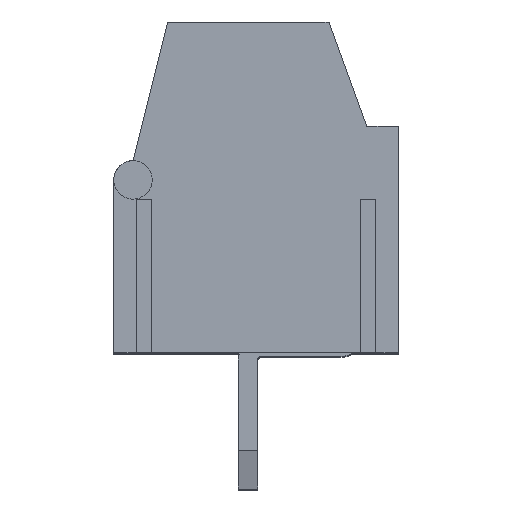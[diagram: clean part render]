
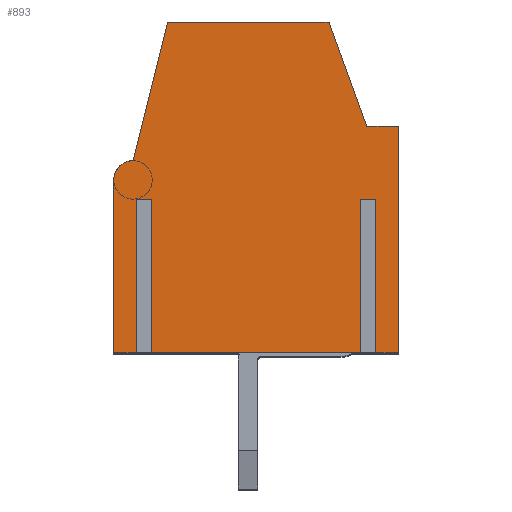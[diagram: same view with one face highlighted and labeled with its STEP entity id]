
A CAD part, top view. The second image highlights one B-rep face of the part: STEP entity #893.
In plain terms, the highlighted planar face has unit normal (0, 0, 1).
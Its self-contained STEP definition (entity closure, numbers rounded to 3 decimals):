
#48=PLANE('',#10720);
#893=ADVANCED_FACE('',(#1478),#48,.T.);
#1478=FACE_OUTER_BOUND('',#2065,.T.);
#2065=EDGE_LOOP('',(#2772,#2773,#2774,#2775,#2776,#2777,#2778,#2779,#2780,
#2781,#2782,#2783,#2784,#2785,#2786,#2787));
#2772=ORIENTED_EDGE('',*,*,#5958,.T.);
#2773=ORIENTED_EDGE('',*,*,#5965,.T.);
#2774=ORIENTED_EDGE('',*,*,#5875,.T.);
#2775=ORIENTED_EDGE('',*,*,#5873,.T.);
#2776=ORIENTED_EDGE('',*,*,#5883,.T.);
#2777=ORIENTED_EDGE('',*,*,#5964,.T.);
#2778=ORIENTED_EDGE('',*,*,#5923,.T.);
#2779=ORIENTED_EDGE('',*,*,#5926,.T.);
#2780=ORIENTED_EDGE('',*,*,#5929,.T.);
#2781=ORIENTED_EDGE('',*,*,#5946,.T.);
#2782=ORIENTED_EDGE('',*,*,#5949,.T.);
#2783=ORIENTED_EDGE('',*,*,#5962,.F.);
#2784=ORIENTED_EDGE('',*,*,#5963,.F.);
#2785=ORIENTED_EDGE('',*,*,#5966,.T.);
#2786=ORIENTED_EDGE('',*,*,#5951,.T.);
#2787=ORIENTED_EDGE('',*,*,#5961,.T.);
#5873=EDGE_CURVE('',#9421,#9422,#7644,.T.);
#5875=EDGE_CURVE('',#9425,#9421,#7646,.T.);
#5883=EDGE_CURVE('',#9422,#9428,#7654,.T.);
#5923=EDGE_CURVE('',#9459,#9460,#7694,.T.);
#5926=EDGE_CURVE('',#9460,#9462,#7697,.T.);
#5929=EDGE_CURVE('',#9462,#9464,#7700,.T.);
#5946=EDGE_CURVE('',#9464,#9474,#7709,.T.);
#5949=EDGE_CURVE('',#9474,#9475,#7712,.T.);
#5951=EDGE_CURVE('',#9478,#9479,#7714,.T.);
#5958=EDGE_CURVE('',#9484,#9483,#7721,.T.);
#5961=EDGE_CURVE('',#9479,#9484,#7724,.T.);
#5962=EDGE_CURVE('',#9485,#9475,#9245,.T.);
#5963=EDGE_CURVE('',#9486,#9485,#7725,.T.);
#5964=EDGE_CURVE('',#9428,#9459,#7726,.T.);
#5965=EDGE_CURVE('',#9483,#9425,#7727,.T.);
#5966=EDGE_CURVE('',#9486,#9478,#7728,.T.);
#7644=B_SPLINE_CURVE_WITH_KNOTS('',1,(#12010,#12011),.UNSPECIFIED.,.F.,
 .F.,(2,2),(0.,0.4),.UNSPECIFIED.);
#7646=B_SPLINE_CURVE_WITH_KNOTS('',1,(#12014,#12015),.UNSPECIFIED.,.F.,
 .F.,(2,2),(0.,4.),.UNSPECIFIED.);
#7654=B_SPLINE_CURVE_WITH_KNOTS('',1,(#12030,#12031),.UNSPECIFIED.,.F.,
 .F.,(2,2),(-4.,0.),.UNSPECIFIED.);
#7694=B_SPLINE_CURVE_WITH_KNOTS('',1,(#12110,#12111),.UNSPECIFIED.,.F.,
 .F.,(2,2),(0.,5.9),.UNSPECIFIED.);
#7697=B_SPLINE_CURVE_WITH_KNOTS('',1,(#12116,#12117),.UNSPECIFIED.,.F.,
 .F.,(2,2),(0.,0.814),.UNSPECIFIED.);
#7700=B_SPLINE_CURVE_WITH_KNOTS('',1,(#12122,#12123),.UNSPECIFIED.,.F.,
 .F.,(2,2),(-2.884,0.),.UNSPECIFIED.);
#7709=B_SPLINE_CURVE_WITH_KNOTS('',1,(#12180,#12181),.UNSPECIFIED.,.F.,
 .F.,(2,2),(-4.2,0.),.UNSPECIFIED.);
#7712=B_SPLINE_CURVE_WITH_KNOTS('',1,(#12186,#12187),.UNSPECIFIED.,.F.,
 .F.,(2,2),(-3.72,0.),.UNSPECIFIED.);
#7714=B_SPLINE_CURVE_WITH_KNOTS('',1,(#12190,#12191),.UNSPECIFIED.,.F.,
 .F.,(2,2),(0.,4.),.UNSPECIFIED.);
#7721=B_SPLINE_CURVE_WITH_KNOTS('',1,(#12204,#12205),.UNSPECIFIED.,.F.,
 .F.,(2,2),(-4.,0.),.UNSPECIFIED.);
#7724=B_SPLINE_CURVE_WITH_KNOTS('',1,(#12210,#12211),.UNSPECIFIED.,.F.,
 .F.,(2,2),(0.,0.4),.UNSPECIFIED.);
#7725=B_SPLINE_CURVE_WITH_KNOTS('',1,(#12215,#12216),.UNSPECIFIED.,.F.,
 .F.,(2,2),(0.,4.5),.UNSPECIFIED.);
#7726=B_SPLINE_CURVE_WITH_KNOTS('',1,(#12217,#12218),.UNSPECIFIED.,.F.,
 .F.,(2,2),(0.,0.58),.UNSPECIFIED.);
#7727=B_SPLINE_CURVE_WITH_KNOTS('',1,(#12219,#12220),.UNSPECIFIED.,.F.,
 .F.,(2,2),(0.,5.44),.UNSPECIFIED.);
#7728=B_SPLINE_CURVE_WITH_KNOTS('',1,(#12221,#12222),.UNSPECIFIED.,.F.,
 .F.,(2,2),(0.,0.58),.UNSPECIFIED.);
#9245=(
BOUNDED_CURVE()
B_SPLINE_CURVE(2,(#12212,#12213,#12214),.UNSPECIFIED.,.F.,.F.)
B_SPLINE_CURVE_WITH_KNOTS((3,3),(-0.785,0.),.UNSPECIFIED.)
CURVE()
GEOMETRIC_REPRESENTATION_ITEM()
RATIONAL_B_SPLINE_CURVE((1.,0.707,1.))
REPRESENTATION_ITEM('')
);
#9421=VERTEX_POINT('',#11922);
#9422=VERTEX_POINT('',#11923);
#9425=VERTEX_POINT('',#11926);
#9428=VERTEX_POINT('',#11929);
#9459=VERTEX_POINT('',#11960);
#9460=VERTEX_POINT('',#11961);
#9462=VERTEX_POINT('',#11963);
#9464=VERTEX_POINT('',#11965);
#9474=VERTEX_POINT('',#11975);
#9475=VERTEX_POINT('',#11976);
#9478=VERTEX_POINT('',#11979);
#9479=VERTEX_POINT('',#11980);
#9483=VERTEX_POINT('',#11984);
#9484=VERTEX_POINT('',#11985);
#9485=VERTEX_POINT('',#11986);
#9486=VERTEX_POINT('',#11987);
#10720=AXIS2_PLACEMENT_3D('',#11892,#11228,$);
#11228=DIRECTION('',(0.,0.,1.));
#11892=CARTESIAN_POINT('',(-4.234,-0.862,15.751));
#11922=CARTESIAN_POINT('',(2.927,4.,15.751));
#11923=CARTESIAN_POINT('',(3.327,4.,15.751));
#11926=CARTESIAN_POINT('',(2.927,0.,15.751));
#11929=CARTESIAN_POINT('',(3.327,0.,15.751));
#11960=CARTESIAN_POINT('',(3.907,0.,15.751));
#11961=CARTESIAN_POINT('',(3.907,5.9,15.751));
#11963=CARTESIAN_POINT('',(3.093,5.9,15.751));
#11965=CARTESIAN_POINT('',(2.107,8.61,15.751));
#11975=CARTESIAN_POINT('',(-2.093,8.61,15.751));
#11976=CARTESIAN_POINT('',(-2.993,5.,15.751));
#11979=CARTESIAN_POINT('',(-2.913,0.,15.751));
#11980=CARTESIAN_POINT('',(-2.913,4.,15.751));
#11984=CARTESIAN_POINT('',(-2.513,0.,15.751));
#11985=CARTESIAN_POINT('',(-2.513,4.,15.751));
#11986=CARTESIAN_POINT('',(-3.493,4.5,15.751));
#11987=CARTESIAN_POINT('',(-3.493,0.,15.751));
#12010=CARTESIAN_POINT('',(2.927,4.,15.751));
#12011=CARTESIAN_POINT('',(3.327,4.,15.751));
#12014=CARTESIAN_POINT('',(2.927,0.,15.751));
#12015=CARTESIAN_POINT('',(2.927,4.,15.751));
#12030=CARTESIAN_POINT('',(3.327,4.,15.751));
#12031=CARTESIAN_POINT('',(3.327,0.,15.751));
#12110=CARTESIAN_POINT('',(3.907,0.,15.751));
#12111=CARTESIAN_POINT('',(3.907,5.9,15.751));
#12116=CARTESIAN_POINT('',(3.907,5.9,15.751));
#12117=CARTESIAN_POINT('',(3.093,5.9,15.751));
#12122=CARTESIAN_POINT('',(3.093,5.9,15.751));
#12123=CARTESIAN_POINT('',(2.107,8.61,15.751));
#12180=CARTESIAN_POINT('',(2.107,8.61,15.751));
#12181=CARTESIAN_POINT('',(-2.093,8.61,15.751));
#12186=CARTESIAN_POINT('',(-2.093,8.61,15.751));
#12187=CARTESIAN_POINT('',(-2.993,5.,15.751));
#12190=CARTESIAN_POINT('',(-2.913,0.,15.751));
#12191=CARTESIAN_POINT('',(-2.913,4.,15.751));
#12204=CARTESIAN_POINT('',(-2.513,4.,15.751));
#12205=CARTESIAN_POINT('',(-2.513,0.,15.751));
#12210=CARTESIAN_POINT('',(-2.913,4.,15.751));
#12211=CARTESIAN_POINT('',(-2.513,4.,15.751));
#12212=CARTESIAN_POINT('',(-3.493,4.5,15.751));
#12213=CARTESIAN_POINT('',(-3.493,5.,15.751));
#12214=CARTESIAN_POINT('',(-2.993,5.,15.751));
#12215=CARTESIAN_POINT('',(-3.493,0.,15.751));
#12216=CARTESIAN_POINT('',(-3.493,4.5,15.751));
#12217=CARTESIAN_POINT('',(3.327,0.,15.751));
#12218=CARTESIAN_POINT('',(3.907,0.,15.751));
#12219=CARTESIAN_POINT('',(-2.513,0.,15.751));
#12220=CARTESIAN_POINT('',(2.927,0.,15.751));
#12221=CARTESIAN_POINT('',(-3.493,0.,15.751));
#12222=CARTESIAN_POINT('',(-2.913,0.,15.751));
